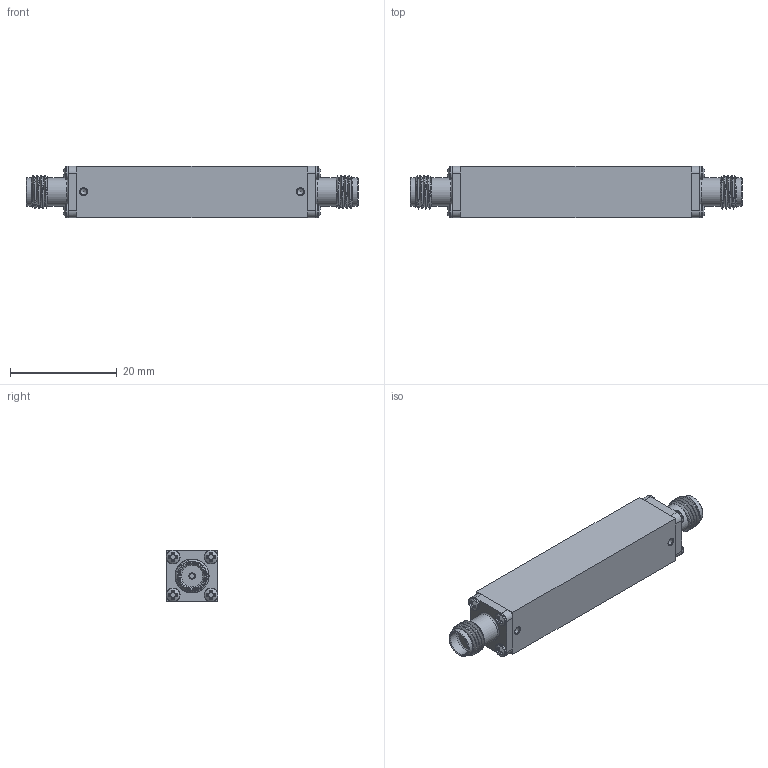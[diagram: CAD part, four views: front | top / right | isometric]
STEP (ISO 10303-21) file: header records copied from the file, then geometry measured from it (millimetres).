
FILE_DESCRIPTION (( 'STEP AP203' ), '1' );
FILE_NAME ('PE8747_3D.step', '2020-07-28T15:05:11', ( '' ), ( '' ), 'SwSTEP 2.0', 'SolidWorks 2018', '' );
FILE_SCHEMA (( 'CONFIG_CONTROL_DESIGN' ));
Length unit declared in the file: metre
Products named in the file (1): PE8747_3D
Bounding box: 62.23 x 9.73 x 9.7 mm (x, y, z)
Volume: 4619.7 mm3; surface area: 2672 mm2
Topology: 1 solids, 11 shells, 742 faces, 1910 edges, 1264 vertices
Faces by surface type: plane 474, bspline 172, cylinder 50, cone 44, torus 2
Full cylindrical faces by diameter (mm): 0.94 x2, 1.092 x8, 1.191 x2, 1.194 x4, 1.524 x2, 2.591 x8, 4.521 x2, 5.08 x2, 5.334 x4
Entity records: 33739 total; most frequent: CARTESIAN_POINT 17503, ORIENTED_EDGE 3652, DIRECTION 2564, EDGE_CURVE 1826, VERTEX_POINT 1232, LINE 1106, VECTOR 1106, EDGE_LOOP 872
